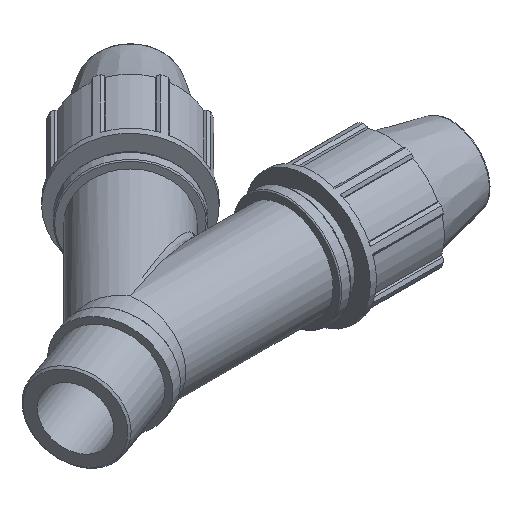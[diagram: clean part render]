
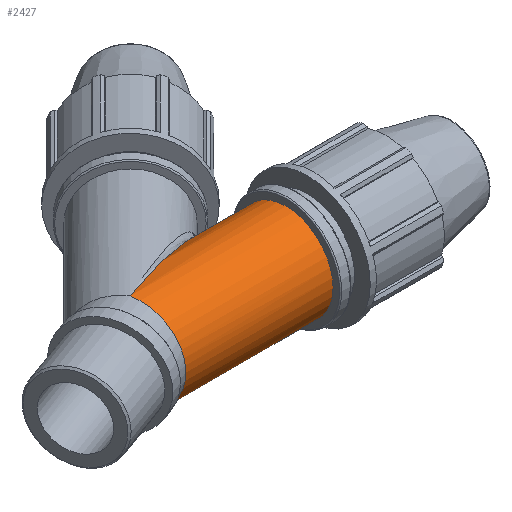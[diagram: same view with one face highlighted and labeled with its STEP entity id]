
A CAD part, isometric view. The second image highlights one B-rep face of the part: STEP entity #2427.
In plain terms, the highlighted cylindrical face has radius 14.625 mm (diameter 29.25 mm), a full revolution.
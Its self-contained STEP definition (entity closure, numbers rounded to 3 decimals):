
#543=ELLIPSE('',#2580,14.851,14.625);
#551=ELLIPSE('',#2607,42.604,14.625);
#562=CYLINDRICAL_SURFACE('',#2605,14.625);
#606=FACE_BOUND('',#824,.T.);
#656=FACE_OUTER_BOUND('',#823,.T.);
#823=EDGE_LOOP('',(#1734));
#824=EDGE_LOOP('',(#1735,#1736));
#1017=CIRCLE('',#2606,14.625);
#1121=VERTEX_POINT('',#3623);
#1122=VERTEX_POINT('',#3624);
#1130=VERTEX_POINT('',#3658);
#1360=EDGE_CURVE('',#1121,#1122,#543,.T.);
#1375=EDGE_CURVE('',#1130,#1130,#1017,.T.);
#1376=EDGE_CURVE('',#1121,#1122,#551,.T.);
#1734=ORIENTED_EDGE('',*,*,#1375,.F.);
#1735=ORIENTED_EDGE('',*,*,#1360,.T.);
#1736=ORIENTED_EDGE('',*,*,#1376,.F.);
#2427=ADVANCED_FACE('',(#656,#606),#562,.T.);
#2580=AXIS2_PLACEMENT_3D('',#3625,#2868,#2869);
#2605=AXIS2_PLACEMENT_3D('',#3657,#2918,#2919);
#2606=AXIS2_PLACEMENT_3D('',#3659,#2920,#2921);
#2607=AXIS2_PLACEMENT_3D('',#3660,#2922,#2923);
#2868=DIRECTION('center_axis',(0.985,0.174,0.));
#2869=DIRECTION('ref_axis',(0.174,-0.985,0.));
#2918=DIRECTION('center_axis',(1.,0.,0.));
#2919=DIRECTION('ref_axis',(0.,1.,0.));
#2920=DIRECTION('center_axis',(1.,0.,0.));
#2921=DIRECTION('ref_axis',(0.,0.,-1.));
#2922=DIRECTION('center_axis',(-0.343,0.939,0.));
#2923=DIRECTION('ref_axis',(0.939,0.343,0.));
#3623=CARTESIAN_POINT('',(0.,0.,14.625));
#3624=CARTESIAN_POINT('',(0.,0.,-14.625));
#3625=CARTESIAN_POINT('Origin',(0.,0.,
0.));
#3657=CARTESIAN_POINT('Origin',(24.167,0.,0.));
#3658=CARTESIAN_POINT('',(48.333,14.625,0.));
#3659=CARTESIAN_POINT('Origin',(48.333,0.,0.));
#3660=CARTESIAN_POINT('Origin',(0.,0.,0.));
